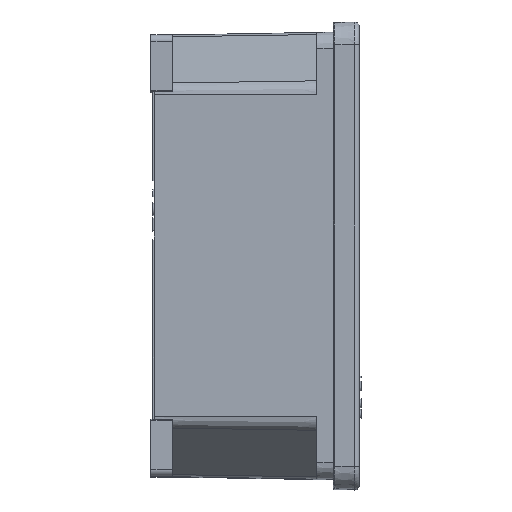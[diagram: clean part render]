
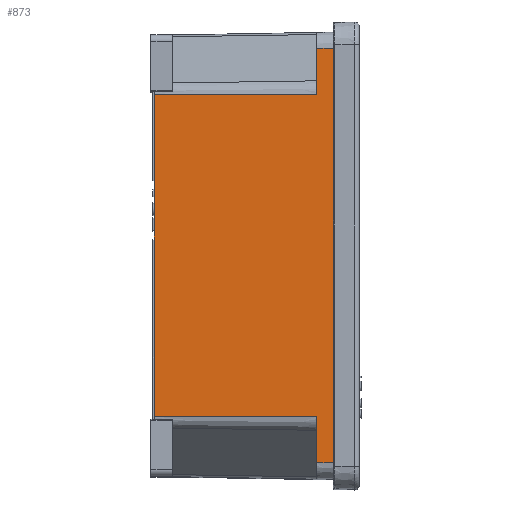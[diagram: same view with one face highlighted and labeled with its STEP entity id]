
A CAD part, top view. The second image highlights one B-rep face of the part: STEP entity #873.
In plain terms, the highlighted face is planar.
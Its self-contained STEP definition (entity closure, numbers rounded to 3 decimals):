
#873 = ADVANCED_FACE( '', ( #1984 ), #1985, .F. );
#1984 = FACE_OUTER_BOUND( '', #3377, .T. );
#1985 = PLANE( '', #3378 );
#3377 = EDGE_LOOP( '', ( #5808, #5809, #5810, #5811, #5812, #5813, #5814, #5815, #5816, #5817, #5818, #5819 ) );
#3378 = AXIS2_PLACEMENT_3D( '', #5820, #5821, #5822 );
#5808 = ORIENTED_EDGE( '', *, *, #9053, .F. );
#5809 = ORIENTED_EDGE( '', *, *, #9054, .F. );
#5810 = ORIENTED_EDGE( '', *, *, #8330, .F. );
#5811 = ORIENTED_EDGE( '', *, *, #9055, .T. );
#5812 = ORIENTED_EDGE( '', *, *, #8859, .F. );
#5813 = ORIENTED_EDGE( '', *, *, #8448, .T. );
#5814 = ORIENTED_EDGE( '', *, *, #9056, .T. );
#5815 = ORIENTED_EDGE( '', *, *, #8486, .T. );
#5816 = ORIENTED_EDGE( '', *, *, #9057, .T. );
#5817 = ORIENTED_EDGE( '', *, *, #9058, .F. );
#5818 = ORIENTED_EDGE( '', *, *, #9059, .T. );
#5819 = ORIENTED_EDGE( '', *, *, #9060, .F. );
#5820 = CARTESIAN_POINT( '', ( 1., -79.175, 63.125 ) );
#5821 = DIRECTION( '', ( 0.017, 1., 0. ) );
#5822 = DIRECTION( '', ( -1., 0.017, 0. ) );
#8330 = EDGE_CURVE( '', #10020, #10022, #10023, .T. );
#8448 = EDGE_CURVE( '', #10231, #10229, #10232, .T. );
#8486 = EDGE_CURVE( '', #10297, #10295, #10298, .T. );
#8859 = EDGE_CURVE( '', #10231, #10905, #10906, .T. );
#9053 = EDGE_CURVE( '', #11188, #11189, #11190, .T. );
#9054 = EDGE_CURVE( '', #10022, #11188, #11191, .T. );
#9055 = EDGE_CURVE( '', #10020, #10905, #11192, .T. );
#9056 = EDGE_CURVE( '', #10229, #10297, #11193, .T. );
#9057 = EDGE_CURVE( '', #10295, #11194, #11195, .T. );
#9058 = EDGE_CURVE( '', #11196, #11194, #11197, .T. );
#9059 = EDGE_CURVE( '', #11196, #11198, #11199, .T. );
#9060 = EDGE_CURVE( '', #11189, #11198, #11200, .T. );
#10020 = VERTEX_POINT( '', #12413 );
#10022 = VERTEX_POINT( '', #12415 );
#10023 = LINE( '', #12416, #12417 );
#10229 = VERTEX_POINT( '', #12697 );
#10231 = VERTEX_POINT( '', #12699 );
#10232 = LINE( '', #12700, #12701 );
#10295 = VERTEX_POINT( '', #12799 );
#10297 = VERTEX_POINT( '', #12801 );
#10298 = LINE( '', #12802, #12803 );
#10905 = VERTEX_POINT( '', #13623 );
#10906 = LINE( '', #13624, #13625 );
#11188 = VERTEX_POINT( '', #14003 );
#11189 = VERTEX_POINT( '', #14004 );
#11190 = LINE( '', #14005, #14006 );
#11191 = LINE( '', #14007, #14008 );
#11192 = LINE( '', #14009, #14010 );
#11193 = LINE( '', #14011, #14012 );
#11194 = VERTEX_POINT( '', #14013 );
#11195 = LINE( '', #14014, #14015 );
#11196 = VERTEX_POINT( '', #14016 );
#11197 = LINE( '', #14017, #14018 );
#11198 = VERTEX_POINT( '', #14019 );
#11199 = LINE( '', #14020, #14021 );
#11200 = LINE( '', #14022, #14023 );
#12413 = CARTESIAN_POINT( '', ( 58.5, -80.179, 48.996 ) );
#12415 = CARTESIAN_POINT( '', ( 58.5, -80.179, -48.996 ) );
#12416 = CARTESIAN_POINT( '', ( 58.5, -80.179, 48.996 ) );
#12417 = VECTOR( '', #15396, 1000. );
#12697 = CARTESIAN_POINT( '', ( 50.5, -80.039, 63.125 ) );
#12699 = CARTESIAN_POINT( '', ( 56.5, -80.144, 63.125 ) );
#12700 = CARTESIAN_POINT( '', ( 1., -79.175, 63.125 ) );
#12701 = VECTOR( '', #15546, 1000. );
#12799 = CARTESIAN_POINT( '', ( 1., -79.175, 48.996 ) );
#12801 = CARTESIAN_POINT( '', ( 50.5, -80.039, 48.996 ) );
#12802 = CARTESIAN_POINT( '', ( 1., -79.175, 48.996 ) );
#12803 = VECTOR( '', #15597, 1000. );
#13623 = CARTESIAN_POINT( '', ( 56.5, -80.144, 48.996 ) );
#13624 = CARTESIAN_POINT( '', ( 56.5, -80.144, 63.125 ) );
#13625 = VECTOR( '', #16054, 1000. );
#14003 = CARTESIAN_POINT( '', ( 56.5, -80.144, -48.996 ) );
#14004 = CARTESIAN_POINT( '', ( 56.5, -80.144, -63.125 ) );
#14005 = CARTESIAN_POINT( '', ( 56.5, -80.144, 63.125 ) );
#14006 = VECTOR( '', #16304, 1000. );
#14007 = CARTESIAN_POINT( '', ( 1., -79.175, -48.996 ) );
#14008 = VECTOR( '', #16305, 1000. );
#14009 = CARTESIAN_POINT( '', ( 1., -79.175, 48.996 ) );
#14010 = VECTOR( '', #16306, 1000. );
#14011 = CARTESIAN_POINT( '', ( 50.5, -80.039, 63.125 ) );
#14012 = VECTOR( '', #16307, 1000. );
#14013 = CARTESIAN_POINT( '', ( 1., -79.175, -48.996 ) );
#14014 = CARTESIAN_POINT( '', ( 1., -79.175, 48.996 ) );
#14015 = VECTOR( '', #16308, 1000. );
#14016 = CARTESIAN_POINT( '', ( 50.5, -80.039, -48.996 ) );
#14017 = CARTESIAN_POINT( '', ( 1., -79.175, -48.996 ) );
#14018 = VECTOR( '', #16309, 1000. );
#14019 = CARTESIAN_POINT( '', ( 50.5, -80.039, -63.125 ) );
#14020 = CARTESIAN_POINT( '', ( 50.5, -80.039, 63.125 ) );
#14021 = VECTOR( '', #16310, 1000. );
#14022 = CARTESIAN_POINT( '', ( 1., -79.175, -63.125 ) );
#14023 = VECTOR( '', #16311, 1000. );
#15396 = DIRECTION( '', ( 0., 0., -1. ) );
#15546 = DIRECTION( '', ( -1., 0.017, 0. ) );
#15597 = DIRECTION( '', ( -1., 0.017, 0. ) );
#16054 = DIRECTION( '', ( 0., 0., -1. ) );
#16304 = DIRECTION( '', ( 0., 0., -1. ) );
#16305 = DIRECTION( '', ( -1., 0.017, 0. ) );
#16306 = DIRECTION( '', ( -1., 0.017, 0. ) );
#16307 = DIRECTION( '', ( 0., 0., -1. ) );
#16308 = DIRECTION( '', ( 0., 0., -1. ) );
#16309 = DIRECTION( '', ( -1., 0.017, 0. ) );
#16310 = DIRECTION( '', ( 0., 0., -1. ) );
#16311 = DIRECTION( '', ( -1., 0.017, 0. ) );
